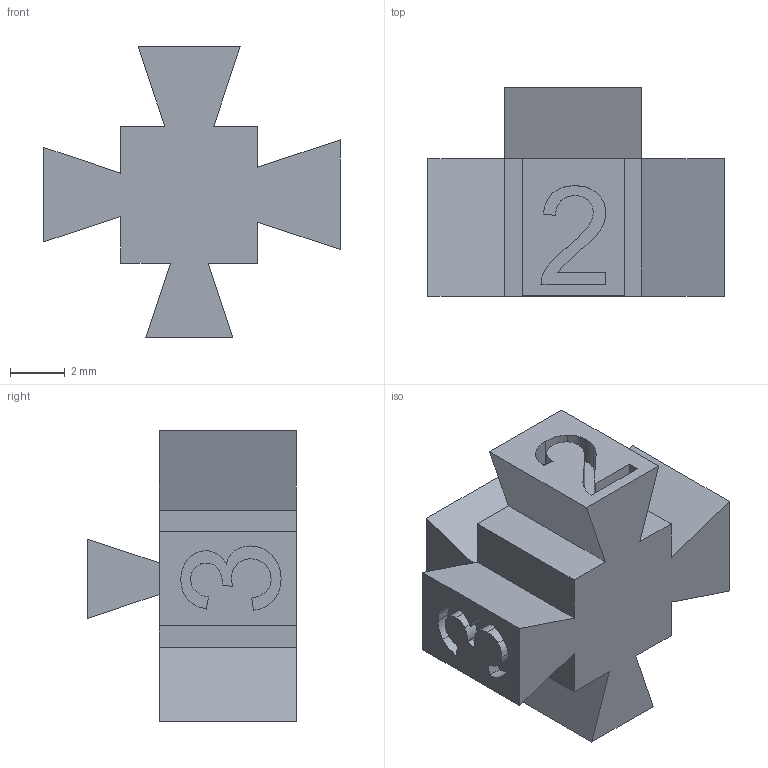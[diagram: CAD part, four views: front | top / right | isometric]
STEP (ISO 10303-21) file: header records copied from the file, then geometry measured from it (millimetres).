
FILE_DESCRIPTION(/* description */ (''),/* implementation_level */ '2;1');
FILE_NAME(/* name */ 'eab20486-de73-41f8-ae9f-b100cce421fc.stp',/* time_stamp */ '2019-01-08T14:39:25+00:00',/* author */ (''),/* organization */ (''),/* preprocessor_version */ 'ST-DEVELOPER v17.2',/* originating_system */ 'Autodesk Translation Framework v7.6.0.251',/* authorisation */ '');
FILE_SCHEMA (('AUTOMOTIVE_DESIGN { 1 0 10303 214 3 1 1 }'));
Length unit declared in the file: millimetre
Products named in the file (1): dovetail test cube male
Bounding box: 10.8 x 7.6 x 10.6 mm (x, y, z)
Volume: 293 mm3; surface area: 463.6 mm2
Topology: 1 solids, 1 shells, 130 faces, 363 edges, 242 vertices
Faces by surface type: plane 66, bspline 64
Entity records: 4760 total; most frequent: CARTESIAN_POINT 1824, ORIENTED_EDGE 726, DIRECTION 369, EDGE_CURVE 363, VERTEX_POINT 242, LINE 235, VECTOR 235, EDGE_LOOP 137
